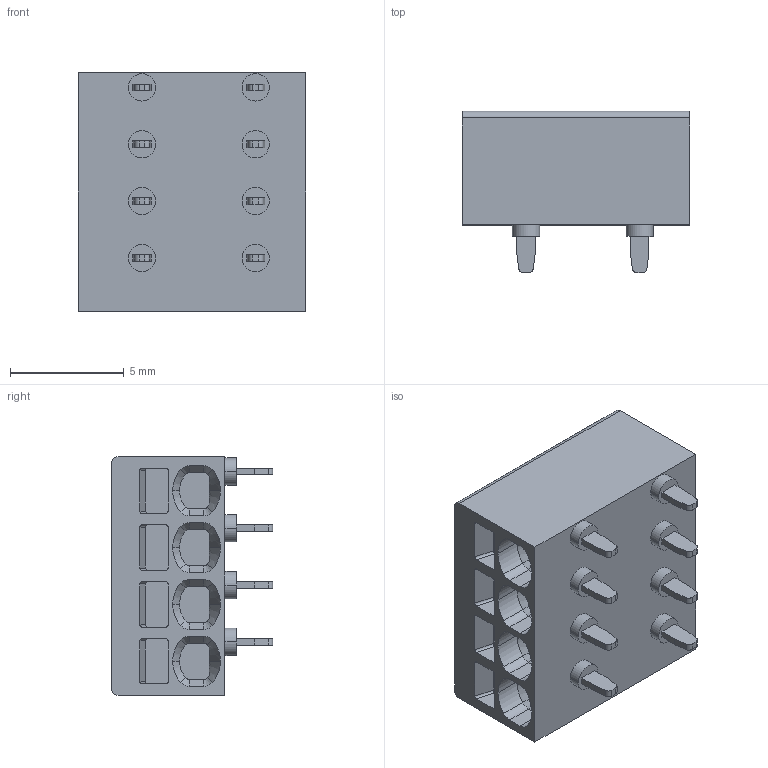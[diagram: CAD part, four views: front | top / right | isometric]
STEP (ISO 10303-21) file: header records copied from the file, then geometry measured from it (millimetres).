
FILE_DESCRIPTION(('SolidDesigner STEP Export'),'2;1');
FILE_NAME('ptsm_0.5-4-2.5-h.stp','2009-03-25T 8:33:47',(''),(''),'CoCreate Modeling STEP processor for AP214 (Solid Model)','CoCreate Modeling 16.00A 16-Aug-2008 (C) Parametric Technology GmbH','');
FILE_SCHEMA(('AUTOMOTIVE_DESIGN { 1 0 10303 214 1 1 1 1 }'));
Length unit declared in the file: millimetre
Products named in the file (2): ptsm_0.5-4-2.5-h
Assembly tree (1 placements, depth 2):
  ptsm_0.5-4-2.5-h
    ptsm_0.5-4-2.5-h
Bounding box: 10 x 7.1 x 10.5 mm (x, y, z)
Volume: 489.3 mm3; surface area: 544.2 mm2
Topology: 1 solids, 1 shells, 316 faces, 774 edges, 488 vertices
Faces by surface type: plane 146, cylinder 138, cone 32
Entity records: 11821 total; most frequent: CARTESIAN_POINT 1830, ORIENTED_EDGE 1548, DIRECTION 1546, EDGE_CURVE 774, AXIS2_PLACEMENT_3D 524, VECTOR 498, LINE 498, VERTEX_POINT 488
